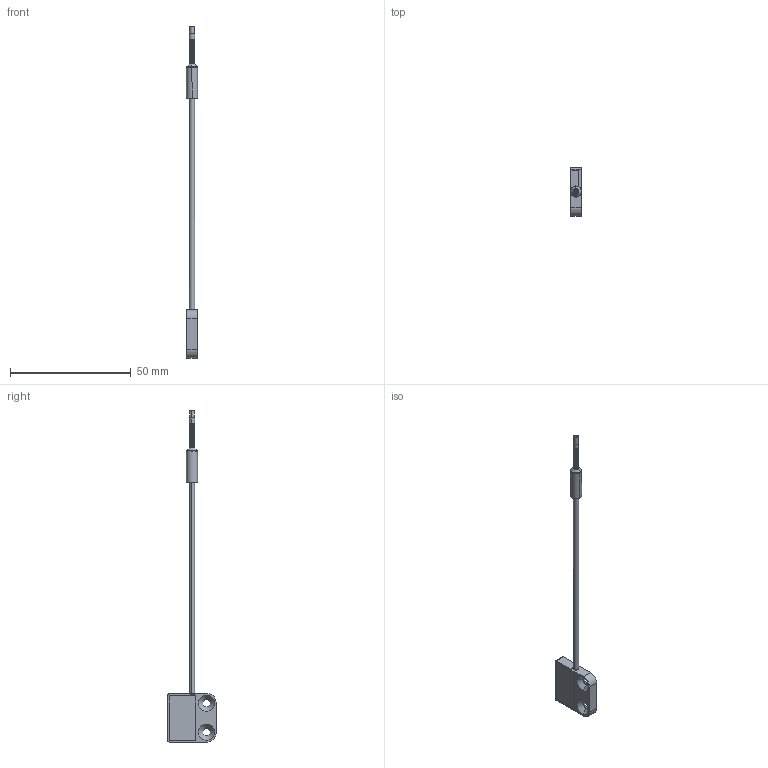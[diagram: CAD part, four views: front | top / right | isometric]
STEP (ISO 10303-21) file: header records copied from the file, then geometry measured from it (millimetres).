
FILE_DESCRIPTION((''),'2;1');
FILE_NAME('193959_ASM','2016-03-09T',('pdmadmin'),(''),'PRO/ENGINEER BY PARAMETRIC TECHNOLOGY CORPORATION, 2013230','PRO/ENGINEER BY PARAMETRIC TECHNOLOGY CORPORATION, 2013230','');
FILE_SCHEMA(('CONFIG_CONTROL_DESIGN'));
Length unit declared in the file: inch
Products named in the file (7): 66733; 10143; 112649; FIBER_CORE_010_0-25; 70771_ASM; 66733_POTTING; 193959_ASM
Assembly tree (21 placements, depth 3):
  193959_ASM
    70771_ASM
      66733
      10143
      112649
      FIBER_CORE_010_0-25  x16
    66733_POTTING
Bounding box: 4.61 x 19.99 x 137.62 mm (x, y, z)
Volume: 2025.6 mm3; surface area: 4497.4 mm2
Topology: 27 solids, 27 shells, 515 faces, 1196 edges, 742 vertices
Faces by surface type: cylinder 189, cone 146, plane 100, torus 78, bspline 2
Entity records: 14045 total; most frequent: DIRECTION 2801, CARTESIAN_POINT 2401, ORIENTED_EDGE 2212, AXIS2_PLACEMENT_3D 1202, EDGE_CURVE 1106, CIRCLE 702, VERTEX_POINT 682, EDGE_LOOP 502
